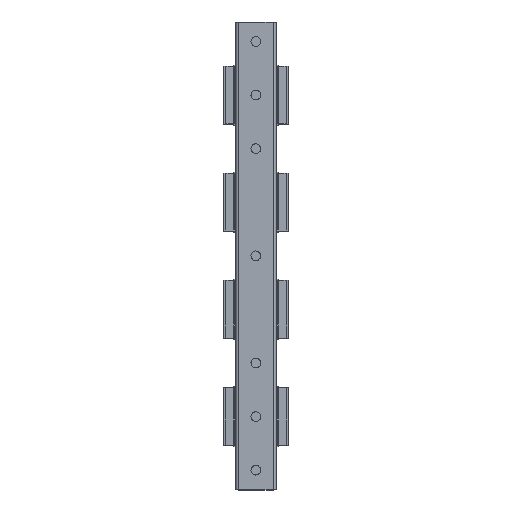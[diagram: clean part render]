
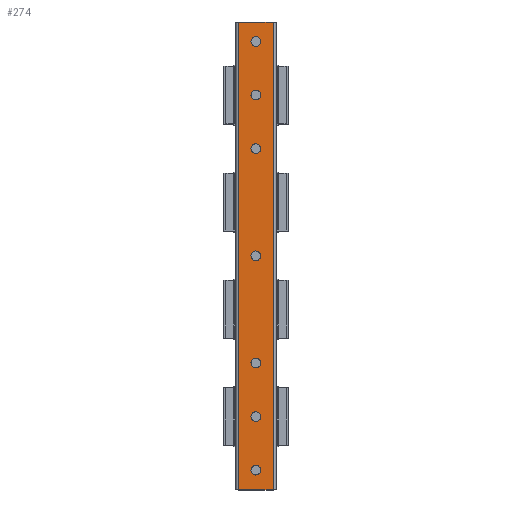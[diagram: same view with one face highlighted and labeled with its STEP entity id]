
A CAD part, top view. The second image highlights one B-rep face of the part: STEP entity #274.
In plain terms, the highlighted planar face has unit normal (0, 0, 1).
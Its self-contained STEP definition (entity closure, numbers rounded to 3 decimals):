
#274=ADVANCED_FACE('',(#1968,#1969,#1970,#1971,#1972,#1973,#1974,#1975),#1976,.T.);
#1968=FACE_OUTER_BOUND('',#5396,.T.);
#1969=FACE_BOUND('',#5397,.T.);
#1970=FACE_BOUND('',#5398,.T.);
#1971=FACE_BOUND('',#5399,.T.);
#1972=FACE_BOUND('',#5400,.T.);
#1973=FACE_BOUND('',#5401,.T.);
#1974=FACE_BOUND('',#5402,.T.);
#1975=FACE_BOUND('',#5403,.T.);
#1976=PLANE('',#5404);
#5396=EDGE_LOOP('',(#8939,#8940,#8941,#8942));
#5397=EDGE_LOOP('',(#8943,#8944));
#5398=EDGE_LOOP('',(#8945,#8946));
#5399=EDGE_LOOP('',(#8947,#8948));
#5400=EDGE_LOOP('',(#8949,#8950));
#5401=EDGE_LOOP('',(#8951,#8952));
#5402=EDGE_LOOP('',(#8953,#8954));
#5403=EDGE_LOOP('',(#8955,#8956));
#5404=AXIS2_PLACEMENT_3D('',#8957,#8958,#8959);
#8939=ORIENTED_EDGE('',*,*,#22954,.F.);
#8940=ORIENTED_EDGE('',*,*,#22955,.F.);
#8941=ORIENTED_EDGE('',*,*,#22956,.T.);
#8942=ORIENTED_EDGE('',*,*,#22957,.T.);
#8943=ORIENTED_EDGE('',*,*,#22958,.T.);
#8944=ORIENTED_EDGE('',*,*,#22923,.T.);
#8945=ORIENTED_EDGE('',*,*,#22959,.F.);
#8946=ORIENTED_EDGE('',*,*,#22902,.F.);
#8947=ORIENTED_EDGE('',*,*,#22960,.F.);
#8948=ORIENTED_EDGE('',*,*,#22894,.F.);
#8949=ORIENTED_EDGE('',*,*,#22886,.T.);
#8950=ORIENTED_EDGE('',*,*,#22961,.T.);
#8951=ORIENTED_EDGE('',*,*,#22962,.T.);
#8952=ORIENTED_EDGE('',*,*,#22908,.T.);
#8953=ORIENTED_EDGE('',*,*,#22878,.T.);
#8954=ORIENTED_EDGE('',*,*,#22963,.T.);
#8955=ORIENTED_EDGE('',*,*,#22964,.F.);
#8956=ORIENTED_EDGE('',*,*,#22870,.F.);
#8957=CARTESIAN_POINT('',(4.037,144.738,12.5));
#8958=DIRECTION('',(0.0,0.0,1.0));
#8959=DIRECTION('',(1.0,0.0,0.0));
#22870=EDGE_CURVE('',#27413,#27415,#27416,.T.);
#22878=EDGE_CURVE('',#27431,#27429,#27432,.T.);
#22886=EDGE_CURVE('',#27447,#27445,#27448,.T.);
#22894=EDGE_CURVE('',#27461,#27463,#27464,.T.);
#22902=EDGE_CURVE('',#27477,#27479,#27480,.T.);
#22908=EDGE_CURVE('',#27490,#27491,#27492,.T.);
#22923=EDGE_CURVE('',#27519,#27520,#27521,.T.);
#22954=EDGE_CURVE('',#27580,#27581,#27582,.T.);
#22955=EDGE_CURVE('',#27583,#27580,#27584,.T.);
#22956=EDGE_CURVE('',#27583,#27585,#27586,.T.);
#22957=EDGE_CURVE('',#27585,#27581,#27587,.T.);
#22958=EDGE_CURVE('',#27520,#27519,#27588,.T.);
#22959=EDGE_CURVE('',#27479,#27477,#27589,.T.);
#22960=EDGE_CURVE('',#27463,#27461,#27590,.T.);
#22961=EDGE_CURVE('',#27445,#27447,#27591,.T.);
#22962=EDGE_CURVE('',#27491,#27490,#27592,.T.);
#22963=EDGE_CURVE('',#27429,#27431,#27593,.T.);
#22964=EDGE_CURVE('',#27415,#27413,#27594,.T.);
#27413=VERTEX_POINT('',#34927);
#27415=VERTEX_POINT('',#34930);
#27416=CIRCLE('',#34931,5.);
#27429=VERTEX_POINT('',#34947);
#27431=VERTEX_POINT('',#34950);
#27432=CIRCLE('',#34951,5.);
#27445=VERTEX_POINT('',#34967);
#27447=VERTEX_POINT('',#34970);
#27448=CIRCLE('',#34971,5.);
#27461=VERTEX_POINT('',#34987);
#27463=VERTEX_POINT('',#34990);
#27464=CIRCLE('',#34991,5.);
#27477=VERTEX_POINT('',#35007);
#27479=VERTEX_POINT('',#35010);
#27480=CIRCLE('',#35011,5.);
#27490=VERTEX_POINT('',#35024);
#27491=VERTEX_POINT('',#35025);
#27492=CIRCLE('',#35026,5.0);
#27519=VERTEX_POINT('',#35061);
#27520=VERTEX_POINT('',#35062);
#27521=CIRCLE('',#35063,5.0);
#27580=VERTEX_POINT('',#35138);
#27581=VERTEX_POINT('',#35139);
#27582=LINE('',#35140,#35141);
#27583=VERTEX_POINT('',#35142);
#27584=LINE('',#35143,#35144);
#27585=VERTEX_POINT('',#35145);
#27586=LINE('',#35146,#35147);
#27587=LINE('',#35148,#35149);
#27588=CIRCLE('',#35150,5.0);
#27589=CIRCLE('',#35151,5.);
#27590=CIRCLE('',#35152,5.);
#27591=CIRCLE('',#35153,5.);
#27592=CIRCLE('',#35154,5.0);
#27593=CIRCLE('',#35155,5.);
#27594=CIRCLE('',#35156,5.);
#34927=CARTESIAN_POINT('',(19.837,-95.262,12.5));
#34930=CARTESIAN_POINT('',(29.837,-95.262,12.5));
#34931=AXIS2_PLACEMENT_3D('',#46612,#46613,#46614);
#34947=CARTESIAN_POINT('',(19.837,14.738,12.5));
#34950=CARTESIAN_POINT('',(29.837,14.738,12.5));
#34951=AXIS2_PLACEMENT_3D('',#46628,#46629,#46630);
#34967=CARTESIAN_POINT('',(19.837,124.738,12.5));
#34970=CARTESIAN_POINT('',(29.837,124.738,12.5));
#34971=AXIS2_PLACEMENT_3D('',#46644,#46645,#46646);
#34987=CARTESIAN_POINT('',(19.837,-205.262,12.5));
#34990=CARTESIAN_POINT('',(29.837,-205.262,12.5));
#34991=AXIS2_PLACEMENT_3D('',#46660,#46661,#46662);
#35007=CARTESIAN_POINT('',(19.837,-315.262,12.5));
#35010=CARTESIAN_POINT('',(29.837,-315.262,12.5));
#35011=AXIS2_PLACEMENT_3D('',#46676,#46677,#46678);
#35024=CARTESIAN_POINT('',(29.837,69.738,12.5));
#35025=CARTESIAN_POINT('',(19.837,69.738,12.5));
#35026=AXIS2_PLACEMENT_3D('',#46688,#46689,#46690);
#35061=CARTESIAN_POINT('',(29.837,-260.262,12.5));
#35062=CARTESIAN_POINT('',(19.837,-260.262,12.5));
#35063=AXIS2_PLACEMENT_3D('',#46717,#46718,#46719);
#35138=CARTESIAN_POINT('',(42.637,-335.262,12.5));
#35139=CARTESIAN_POINT('',(7.037,-335.262,12.5));
#35140=CARTESIAN_POINT('',(4.037,-335.262,12.5));
#35141=VECTOR('',#46778,1000.0);
#35142=CARTESIAN_POINT('',(42.637,144.738,12.5));
#35143=CARTESIAN_POINT('',(42.637,144.738,12.5));
#35144=VECTOR('',#46779,1000.0);
#35145=CARTESIAN_POINT('',(7.037,144.738,12.5));
#35146=CARTESIAN_POINT('',(4.037,144.738,12.5));
#35147=VECTOR('',#46780,1000.0);
#35148=CARTESIAN_POINT('',(7.037,144.738,12.5));
#35149=VECTOR('',#46781,1000.0);
#35150=AXIS2_PLACEMENT_3D('',#46782,#46783,#46784);
#35151=AXIS2_PLACEMENT_3D('',#46785,#46786,#46787);
#35152=AXIS2_PLACEMENT_3D('',#46788,#46789,#46790);
#35153=AXIS2_PLACEMENT_3D('',#46791,#46792,#46793);
#35154=AXIS2_PLACEMENT_3D('',#46794,#46795,#46796);
#35155=AXIS2_PLACEMENT_3D('',#46797,#46798,#46799);
#35156=AXIS2_PLACEMENT_3D('',#46800,#46801,#46802);
#46612=CARTESIAN_POINT('',(24.837,-95.262,12.5));
#46613=DIRECTION('',(0.0,0.0,1.0));
#46614=DIRECTION('',(1.0,0.0,0.0));
#46628=CARTESIAN_POINT('',(24.837,14.738,12.5));
#46629=DIRECTION('',(0.0,0.0,-1.0));
#46630=DIRECTION('',(1.0,0.0,0.0));
#46644=CARTESIAN_POINT('',(24.837,124.738,12.5));
#46645=DIRECTION('',(0.0,0.0,-1.0));
#46646=DIRECTION('',(1.0,0.0,0.0));
#46660=CARTESIAN_POINT('',(24.837,-205.262,12.5));
#46661=DIRECTION('',(0.0,0.0,1.0));
#46662=DIRECTION('',(1.0,0.0,0.0));
#46676=CARTESIAN_POINT('',(24.837,-315.262,12.5));
#46677=DIRECTION('',(0.0,0.0,1.0));
#46678=DIRECTION('',(1.0,0.0,0.0));
#46688=CARTESIAN_POINT('',(24.837,69.738,12.5));
#46689=DIRECTION('',(0.0,0.0,-1.0));
#46690=DIRECTION('',(-1.0,0.0,0.0));
#46717=CARTESIAN_POINT('',(24.837,-260.262,12.5));
#46718=DIRECTION('',(0.0,0.0,-1.0));
#46719=DIRECTION('',(-1.0,0.0,0.0));
#46778=DIRECTION('',(-1.0,0.0,0.0));
#46779=DIRECTION('',(-0.0,-1.0,-0.0));
#46780=DIRECTION('',(-1.0,0.0,0.0));
#46781=DIRECTION('',(-0.0,-1.0,-0.0));
#46782=CARTESIAN_POINT('',(24.837,-260.262,12.5));
#46783=DIRECTION('',(0.0,0.0,-1.0));
#46784=DIRECTION('',(-1.0,0.0,0.0));
#46785=CARTESIAN_POINT('',(24.837,-315.262,12.5));
#46786=DIRECTION('',(0.0,0.0,1.0));
#46787=DIRECTION('',(1.0,0.0,0.0));
#46788=CARTESIAN_POINT('',(24.837,-205.262,12.5));
#46789=DIRECTION('',(0.0,0.0,1.0));
#46790=DIRECTION('',(1.0,0.0,0.0));
#46791=CARTESIAN_POINT('',(24.837,124.738,12.5));
#46792=DIRECTION('',(0.0,0.0,-1.0));
#46793=DIRECTION('',(1.0,0.0,0.0));
#46794=CARTESIAN_POINT('',(24.837,69.738,12.5));
#46795=DIRECTION('',(0.0,0.0,-1.0));
#46796=DIRECTION('',(-1.0,0.0,0.0));
#46797=CARTESIAN_POINT('',(24.837,14.738,12.5));
#46798=DIRECTION('',(0.0,0.0,-1.0));
#46799=DIRECTION('',(1.0,0.0,0.0));
#46800=CARTESIAN_POINT('',(24.837,-95.262,12.5));
#46801=DIRECTION('',(0.0,0.0,1.0));
#46802=DIRECTION('',(1.0,0.0,0.0));
